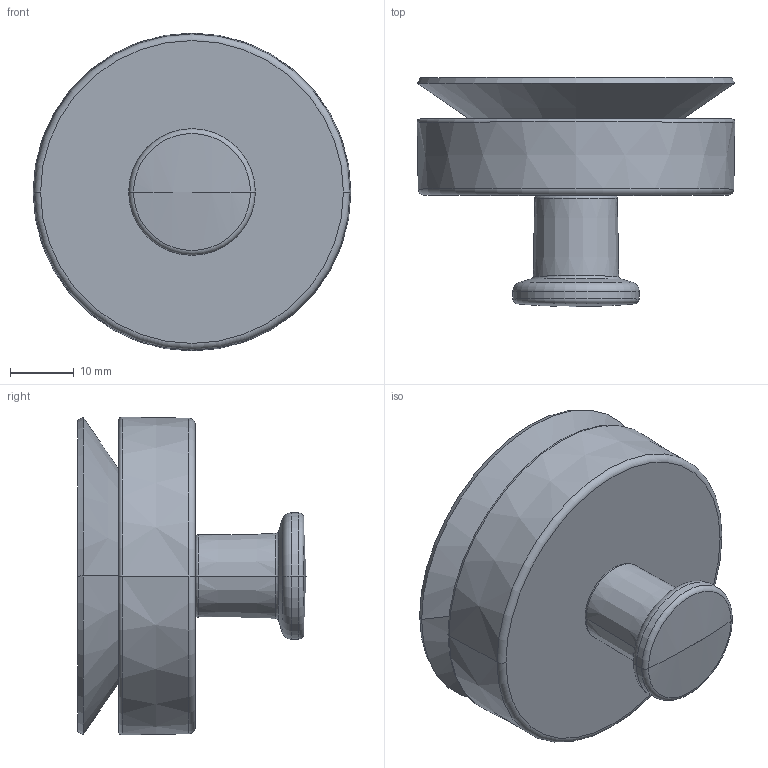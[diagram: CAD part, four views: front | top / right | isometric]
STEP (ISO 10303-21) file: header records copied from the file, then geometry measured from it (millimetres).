
FILE_DESCRIPTION(('Creo Elements/Direct Modeling STEP Export'),'2;1');
FILE_NAME('2355.stp','2022-05-04T 9:13:19',(''),(''),'Creo Elements/Direct Modeling STEP processor for AP214 (Solid Model)','Creo Elements/Direct Modeling 20.0 12-Nov-2016 (C) Parametric Technology GmbH','');
FILE_SCHEMA(('AUTOMOTIVE_DESIGN { 1 0 10303 214 1 1 1 1 }'));
Length unit declared in the file: millimetre
Products named in the file (6): Gehause_2; Saugnapf; Schraube; Saugnapf_gesamt; Knopf_ZN; ZN-9580
Assembly tree (5 placements, depth 3):
  ZN-9580
    Knopf_ZN
    Saugnapf_gesamt
      Schraube
      Saugnapf
    Gehause_2
Bounding box: 49.98 x 36 x 49.98 mm (x, y, z)
Volume: 14677.8 mm3; surface area: 14602.1 mm2
Topology: 4 solids, 4 shells, 511 faces, 1426 edges, 937 vertices
Faces by surface type: plane 429, cone 34, cylinder 26, torus 20, sphere 2
Entity records: 17396 total; most frequent: CARTESIAN_POINT 4271, ORIENTED_EDGE 2844, DIRECTION 2417, EDGE_CURVE 1422, VECTOR 1247, LINE 1247, VERTEX_POINT 937, AXIS2_PLACEMENT_3D 585
